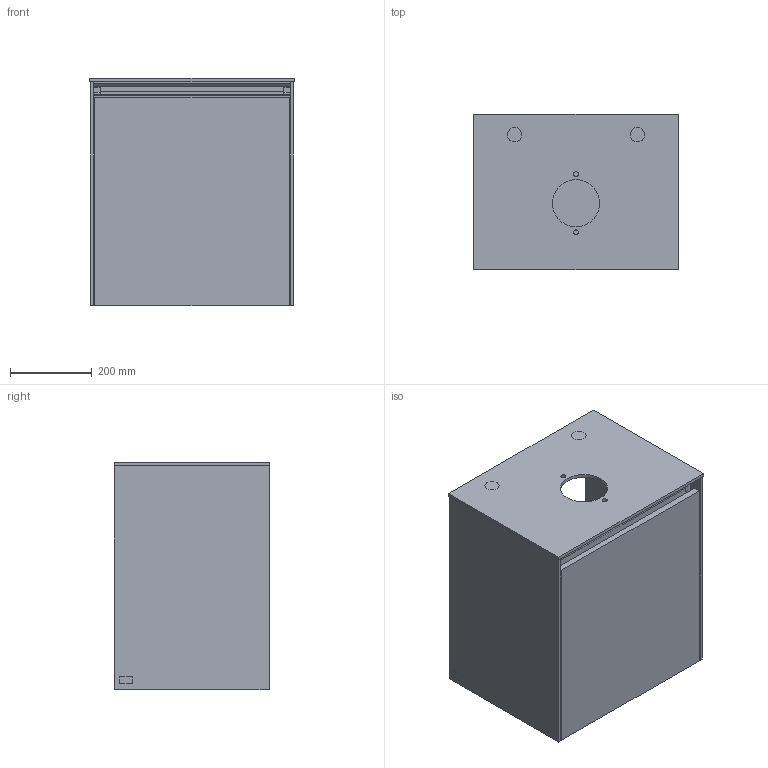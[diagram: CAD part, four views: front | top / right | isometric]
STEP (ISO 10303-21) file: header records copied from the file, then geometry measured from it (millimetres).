
FILE_DESCRIPTION(/* description */ (''),/* implementation_level */ '2;1');
FILE_NAME(/* name */ 'CG149_C149B0_RFS.stp',/* time_stamp */ '2023-09-01T10:23:22+02:00',/* author */ ('KittsteinerD'),/* organization */ (''),/* preprocessor_version */ 'ST-DEVELOPER v18.1',/* originating_system */ 'Autodesk Inventor 2021',/* authorisation */ '');
FILE_SCHEMA (('AUTOMOTIVE_DESIGN { 1 0 10303 214 3 1 1 }'));
Length unit declared in the file: millimetre
Products named in the file (34): CG149_C149B0_RFS; CG149_C149B0_RFS_1; CG149_C149B0_RFS_1_1; CG149_C149B0_RFS_2; CG149_C149B0_RFS_3; CG149_C149B0_RFS_4; CG149_C149B0_RFS_5; CG149_C149B0_RFS_6; CG149_C149B0_RFS_7; CG149_C149B0_RFS_8; CG149_C149B0_RFS_9; CG149_C149B0_RFS_10; CG149_C149B0_RFS_11; CG149_C149B0_RFS_12; CG149_C149B0_RFS_13; CG149_C149B0_RFS_14; CG149_C149B0_RFS_15; CG149_C149B0_RFS_16; CG149_C149B0_RFS_17; CG149_C149B0_RFS_18; CG149_C149B0_RFS_19; CG149_C149B0_RFS_20; CG149_C149B0_RFS_21; CG149_C149B0_RFS_22; CG149_C149B0_RFS_23; CG149_C149B0_RFS_24; CG149_C149B0_RFS_25; CG149_C149B0_RFS_26; CG149_C149B0_RFS_27; CG149_C149B0_RFS_28; CG149_C149B0_RFS_29; CG149_C149B0_RFS_30; CG149_C149B0_RFS_31; CG149_C149B0_RFS_32
Assembly tree (33 placements, depth 2):
  CG149_C149B0_RFS
    CG149_C149B0_RFS_1
    CG149_C149B0_RFS_1_1
    CG149_C149B0_RFS_2
    CG149_C149B0_RFS_3
    CG149_C149B0_RFS_4
    CG149_C149B0_RFS_5
    CG149_C149B0_RFS_6
    CG149_C149B0_RFS_7
    CG149_C149B0_RFS_8
    CG149_C149B0_RFS_9
    CG149_C149B0_RFS_10
    CG149_C149B0_RFS_11
    CG149_C149B0_RFS_12
    CG149_C149B0_RFS_13
    CG149_C149B0_RFS_14
    CG149_C149B0_RFS_15
    CG149_C149B0_RFS_16
    CG149_C149B0_RFS_17
    CG149_C149B0_RFS_18
    CG149_C149B0_RFS_19
    CG149_C149B0_RFS_20
    CG149_C149B0_RFS_21
    CG149_C149B0_RFS_22
    CG149_C149B0_RFS_23
    CG149_C149B0_RFS_24
    CG149_C149B0_RFS_25
    CG149_C149B0_RFS_26
    CG149_C149B0_RFS_27
    CG149_C149B0_RFS_28
    CG149_C149B0_RFS_29
    CG149_C149B0_RFS_30
    CG149_C149B0_RFS_31
    CG149_C149B0_RFS_32
Bounding box: 500 x 380 x 554 mm (x, y, z)
Volume: 23138485.1 mm3; surface area: 4106020 mm2
Topology: 34 solids, 34 shells, 1363 faces, 3676 edges, 2438 vertices
Faces by surface type: plane 925, cylinder 391, bspline 20, cone 19, torus 8
Full cylindrical faces by diameter (mm): 3 x13, 3.8 x1, 4 x2, 4.5 x2, 5 x2, 6 x2, 25 x2, 26 x1
Entity records: 45328 total; most frequent: CARTESIAN_POINT 9060, ORIENTED_EDGE 7352, DIRECTION 7224, EDGE_CURVE 3676, LINE 2776, VECTOR 2776, VERTEX_POINT 2438, AXIS2_PLACEMENT_3D 2224
